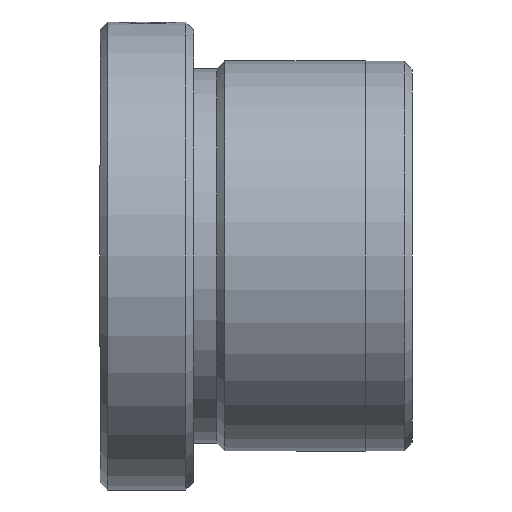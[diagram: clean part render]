
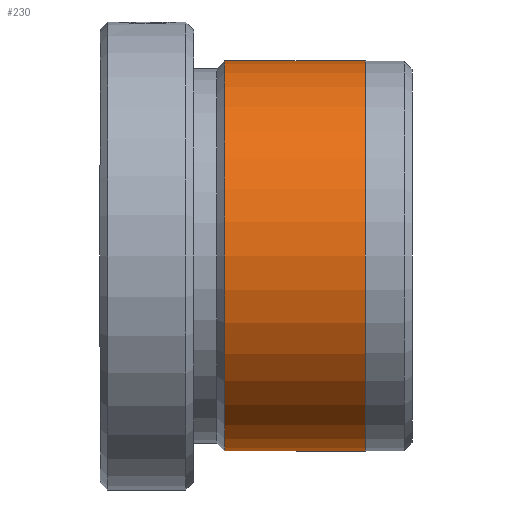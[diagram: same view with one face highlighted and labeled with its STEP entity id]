
A CAD part, left-side view. The second image highlights one B-rep face of the part: STEP entity #230.
In plain terms, the highlighted cylindrical face has radius 12.5 mm (diameter 25 mm), a partial arc.
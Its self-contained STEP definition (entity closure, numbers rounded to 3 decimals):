
#61 = CYLINDRICAL_SURFACE ( 'NONE', #542, 12.5 ) ;
#100 = EDGE_CURVE ( 'NONE', #1154, #1548, #1015, .T. ) ;
#149 = EDGE_CURVE ( 'NONE', #925, #1548, #1584, .T. ) ;
#177 = EDGE_CURVE ( 'NONE', #736, #1154, #1229, .T. ) ;
#182 = VECTOR ( 'NONE', #1562, 1000. ) ;
#185 = ORIENTED_EDGE ( 'NONE', *, *, #100, .F. ) ;
#230 = ADVANCED_FACE ( 'NONE', ( #759 ), #61, .T. ) ;
#239 = CARTESIAN_POINT ( 'NONE',  ( 0., -8., 0. ) ) ;
#264 = DIRECTION ( 'NONE',  ( 0., 1., 0. ) ) ;
#269 = DIRECTION ( 'NONE',  ( 0., 0., 1. ) ) ;
#280 = CARTESIAN_POINT ( 'NONE',  ( 0., -17., 0. ) ) ;
#367 = EDGE_CURVE ( 'NONE', #736, #925, #946, .T. ) ;
#417 = ORIENTED_EDGE ( 'NONE', *, *, #149, .T. ) ;
#467 = CARTESIAN_POINT ( 'NONE',  ( 0., -8., 12.5 ) ) ;
#505 = CARTESIAN_POINT ( 'NONE',  ( 0., 0., 0. ) ) ;
#534 = CARTESIAN_POINT ( 'NONE',  ( 0., 0., 12.5 ) ) ;
#542 = AXIS2_PLACEMENT_3D ( 'NONE', #505, #1293, #682 ) ;
#581 = VECTOR ( 'NONE', #674, 1000. ) ;
#626 = CARTESIAN_POINT ( 'NONE',  ( 0., -17., 12.5 ) ) ;
#674 = DIRECTION ( 'NONE',  ( 0., 1., 0. ) ) ;
#682 = DIRECTION ( 'NONE',  ( 0., 0., 1. ) ) ;
#736 = VERTEX_POINT ( 'NONE', #1107 ) ;
#743 = CARTESIAN_POINT ( 'NONE',  ( 0., -8., -12.5 ) ) ;
#759 = FACE_OUTER_BOUND ( 'NONE', #912, .T. ) ;
#812 = AXIS2_PLACEMENT_3D ( 'NONE', #280, #1715, #1607 ) ;
#912 = EDGE_LOOP ( 'NONE', ( #1688, #1160, #417, #185 ) ) ;
#925 = VERTEX_POINT ( 'NONE', #626 ) ;
#931 = AXIS2_PLACEMENT_3D ( 'NONE', #239, #264, #269 ) ;
#946 = CIRCLE ( 'NONE', #812, 12.5 ) ;
#1015 = CIRCLE ( 'NONE', #931, 12.5 ) ;
#1107 = CARTESIAN_POINT ( 'NONE',  ( 0., -17., -12.5 ) ) ;
#1154 = VERTEX_POINT ( 'NONE', #743 ) ;
#1160 = ORIENTED_EDGE ( 'NONE', *, *, #367, .T. ) ;
#1229 = LINE ( 'NONE', #1468, #182 ) ;
#1293 = DIRECTION ( 'NONE',  ( 0., 1., 0. ) ) ;
#1468 = CARTESIAN_POINT ( 'NONE',  ( 0., 0., -12.5 ) ) ;
#1548 = VERTEX_POINT ( 'NONE', #467 ) ;
#1562 = DIRECTION ( 'NONE',  ( 0., 1., 0. ) ) ;
#1584 = LINE ( 'NONE', #534, #581 ) ;
#1607 = DIRECTION ( 'NONE',  ( 0., 0., 1. ) ) ;
#1688 = ORIENTED_EDGE ( 'NONE', *, *, #177, .F. ) ;
#1715 = DIRECTION ( 'NONE',  ( 0., 1., 0. ) ) ;
